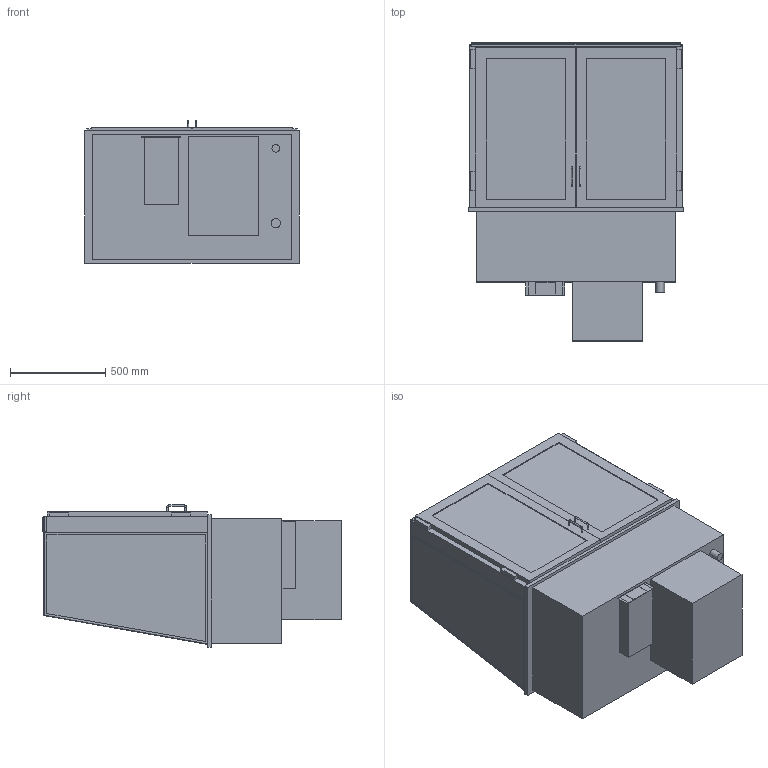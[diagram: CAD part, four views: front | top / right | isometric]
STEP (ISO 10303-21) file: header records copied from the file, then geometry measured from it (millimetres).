
FILE_DESCRIPTION(/* description */ ('Einbaukühlvitrine: eigengekühlt'),/* implementation_level */ '2;1');
FILE_NAME(/* name */ '3D-AKE-00007295.stp',/* time_stamp */ '2025-01-31T10:46:37+01:00',/* author */ ('marina.schachner'),/* organization */ (''),/* preprocessor_version */ 'ST-DEVELOPER v20',/* originating_system */ 'Autodesk Inventor 2024',/* authorisation */ '');
FILE_SCHEMA (('AUTOMOTIVE_DESIGN { 1 0 10303 214 3 1 1 }'));
Length unit declared in the file: millimetre
Products named in the file (1): 3D-AKE-00007295
Bounding box: 1125 x 1565 x 746.99 mm (x, y, z)
Volume: 247555674.3 mm3; surface area: 23046801.9 mm2
Topology: 66 solids, 66 shells, 685 faces, 1604 edges, 1064 vertices
Faces by surface type: plane 587, cylinder 94, torus 4
Full cylindrical faces by diameter (mm): 8 x6, 40 x1, 50 x1
Entity records: 19321 total; most frequent: CARTESIAN_POINT 3354, ORIENTED_EDGE 3208, DIRECTION 3160, EDGE_CURVE 1604, LINE 1420, VECTOR 1420, VERTEX_POINT 1064, AXIS2_PLACEMENT_3D 870
